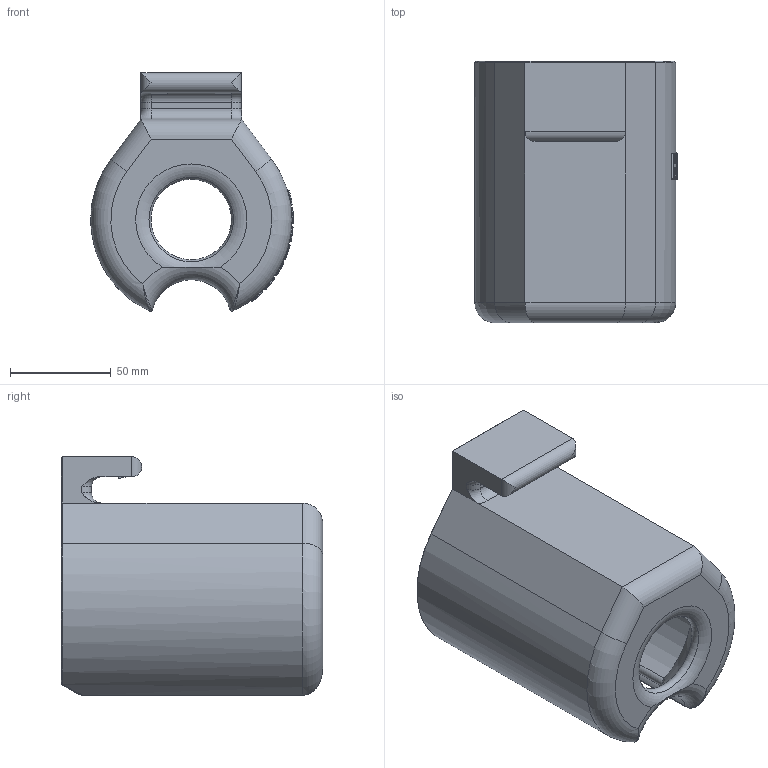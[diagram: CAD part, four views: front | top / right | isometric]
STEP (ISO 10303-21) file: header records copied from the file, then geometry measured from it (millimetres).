
FILE_DESCRIPTION(/* description */ (''),/* implementation_level */ '2;1');
FILE_NAME(/* name */ 'hobocup v16.step',/* time_stamp */ '2024-04-24T22:04:48-07:00',/* author */ (''),/* organization */ (''),/* preprocessor_version */ 'ST-DEVELOPER v20',/* originating_system */ 'Autodesk Translation Framework v12.20.1.177',/* authorisation */ '');
FILE_SCHEMA (('AUTOMOTIVE_DESIGN { 1 0 10303 214 3 1 1 }'));
Length unit declared in the file: millimetre
Products named in the file (1): hobocup
Bounding box: 100.75 x 130 x 118.6 mm (x, y, z)
Volume: 354584.2 mm3; surface area: 81115 mm2
Topology: 3 solids, 5 shells, 430 faces, 1145 edges, 733 vertices
Faces by surface type: bspline 247, plane 78, cylinder 72, torus 24, cone 9
Full cylindrical faces by diameter (mm): 4 x2
Entity records: 26488 total; most frequent: CARTESIAN_POINT 17588, ORIENTED_EDGE 2286, EDGE_CURVE 1143, DIRECTION 1043, VERTEX_POINT 733, B_SPLINE_CURVE_WITH_KNOTS 573, LINE 465, VECTOR 465
